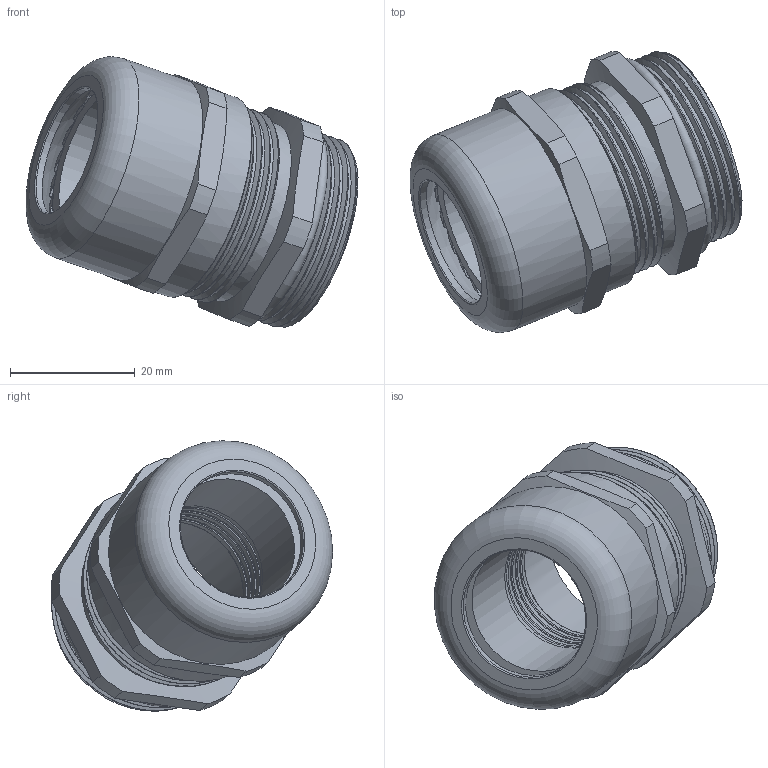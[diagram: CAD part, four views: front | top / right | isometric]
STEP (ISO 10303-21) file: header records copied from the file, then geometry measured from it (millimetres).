
FILE_DESCRIPTION(/* description */ ('Euro-Top M 32x1,5, KB: 15-21 mm'),/* implementation_level */ '2;1');
FILE_NAME(/* name */ '60084532LF-RST.stp',/* time_stamp */ '2020-10-14T11:39:26+02:00',/* author */ ('sl'),/* organization */ (''),/* preprocessor_version */ 'ST-DEVELOPER v16.5',/* originating_system */ 'Autodesk Inventor 2017',/* authorisation */ '');
FILE_SCHEMA (('AUTOMOTIVE_DESIGN { 1 0 10303 214 3 1 1 }'));
Length unit declared in the file: millimetre
Products named in the file (6): 60084532LF; 60084532; 60084532_1; 60084532_2; 60084532_3; 60084532_4
Assembly tree (5 placements, depth 2):
  60084532LF
    60084532
    60084532_1
    60084532_2
    60084532_3
    60084532_4
Bounding box: 53.18 x 45.06 x 43.31 mm (x, y, z)
Volume: 10695 mm3; surface area: 21312.2 mm2
Topology: 4 solids, 5 shells, 468 faces, 1324 edges, 856 vertices
Faces by surface type: plane 232, cylinder 116, cone 53, torus 52, sphere 9, bspline 6
Full cylindrical faces by diameter (mm): 21.15 x1, 21.43 x1, 21.59 x1, 21.6 x3, 21.95 x5, 25.4 x1, 25.76 x1, 26.75 x1, 26.84 x1, 28.72 x1, 29.08 x1, 29.79 x1, 29.87 x1, 30.5 x7, 32.9 x1, 33.72 x2
Entity records: 19371 total; most frequent: CARTESIAN_POINT 7876, ORIENTED_EDGE 2454, DIRECTION 2354, EDGE_CURVE 1227, AXIS2_PLACEMENT_3D 938, VERTEX_POINT 822, EDGE_LOOP 517, LINE 478
